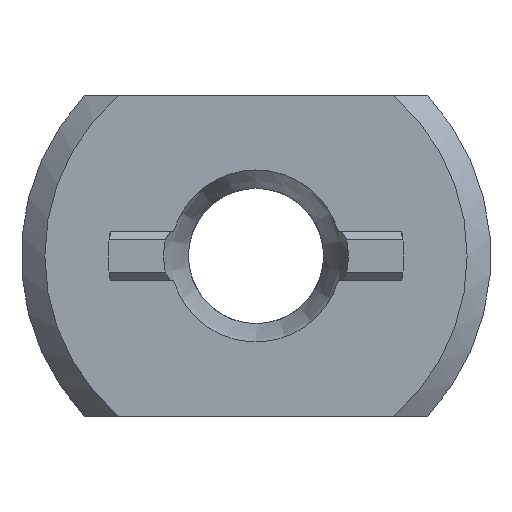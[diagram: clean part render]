
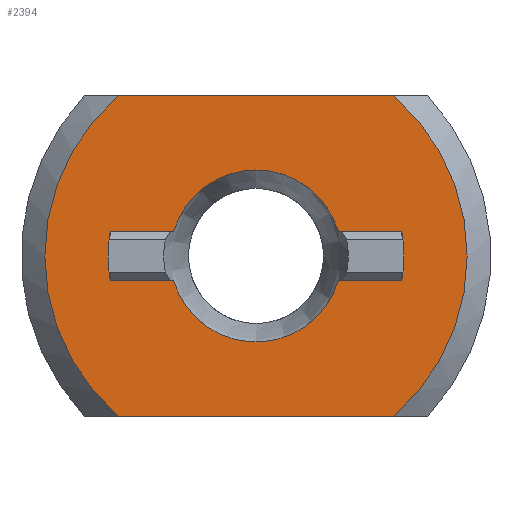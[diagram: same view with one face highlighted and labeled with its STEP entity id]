
A CAD part, left-side view. The second image highlights one B-rep face of the part: STEP entity #2394.
In plain terms, the highlighted planar face has unit normal (-1, 0, 0).
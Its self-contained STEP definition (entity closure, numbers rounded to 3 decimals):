
#84 = VERTEX_POINT ( 'NONE', #5437 ) ;
#87 = DIRECTION ( 'NONE',  ( -1., 0., 0. ) ) ;
#192 = EDGE_CURVE ( 'NONE', #1673, #10111, #8122, .T. ) ;
#289 = ORIENTED_EDGE ( 'NONE', *, *, #544, .F. ) ;
#405 = VERTEX_POINT ( 'NONE', #10338 ) ;
#409 = CARTESIAN_POINT ( 'NONE',  ( 1., -8.124, 9.5 ) ) ;
#411 = CARTESIAN_POINT ( 'NONE',  ( 1., 4.881, 1.45 ) ) ;
#457 = EDGE_CURVE ( 'NONE', #9460, #7370, #7379, .T. ) ;
#478 = AXIS2_PLACEMENT_3D ( 'NONE', #6098, #10817, #8883 ) ;
#498 = DIRECTION ( 'NONE',  ( 1., 0., 0. ) ) ;
#538 = CARTESIAN_POINT ( 'NONE',  ( 1., 0., 0. ) ) ;
#544 = EDGE_CURVE ( 'NONE', #1590, #12054, #3643, .T. ) ;
#552 = CARTESIAN_POINT ( 'NONE',  ( 1., 0., 1.45 ) ) ;
#747 = CIRCLE ( 'NONE', #5040, 12.5 ) ;
#816 = ORIENTED_EDGE ( 'NONE', *, *, #7935, .T. ) ;
#978 = AXIS2_PLACEMENT_3D ( 'NONE', #5140, #498, #2478 ) ;
#1234 = CIRCLE ( 'NONE', #6830, 8.75 ) ;
#1485 = LINE ( 'NONE', #7916, #12204 ) ;
#1496 = EDGE_LOOP ( 'NONE', ( #8449, #8173, #6352, #2351, #816, #7692, #7525, #289 ) ) ;
#1564 = CARTESIAN_POINT ( 'NONE',  ( 1., 0., -1.45 ) ) ;
#1590 = VERTEX_POINT ( 'NONE', #3287 ) ;
#1673 = VERTEX_POINT ( 'NONE', #11157 ) ;
#1856 = CARTESIAN_POINT ( 'NONE',  ( 1., 0., 0. ) ) ;
#1876 = CARTESIAN_POINT ( 'NONE',  ( 1., 0., -9.5 ) ) ;
#1884 = VECTOR ( 'NONE', #8464, 1000. ) ;
#1896 = DIRECTION ( 'NONE',  ( -1., 0., 0. ) ) ;
#2351 = ORIENTED_EDGE ( 'NONE', *, *, #192, .T. ) ;
#2394 = ADVANCED_FACE ( 'NONE', ( #11050, #2865 ), #9431, .T. ) ;
#2478 = DIRECTION ( 'NONE',  ( 0., 0., 1. ) ) ;
#2519 = CARTESIAN_POINT ( 'NONE',  ( 1., 0., -1.45 ) ) ;
#2759 = DIRECTION ( 'NONE',  ( 0., 0., 1. ) ) ;
#2865 = FACE_BOUND ( 'NONE', #1496, .T. ) ;
#3287 = CARTESIAN_POINT ( 'NONE',  ( 1., -4.881, -1.45 ) ) ;
#3451 = DIRECTION ( 'NONE',  ( 0., -1., 0. ) ) ;
#3643 = LINE ( 'NONE', #2519, #8846 ) ;
#3930 = VERTEX_POINT ( 'NONE', #8261 ) ;
#4174 = EDGE_CURVE ( 'NONE', #405, #9014, #11635, .T. ) ;
#4566 = EDGE_CURVE ( 'NONE', #12054, #3930, #12107, .T. ) ;
#4568 = AXIS2_PLACEMENT_3D ( 'NONE', #538, #9993, #8977 ) ;
#4616 = CARTESIAN_POINT ( 'NONE',  ( 1., 4.881, -1.45 ) ) ;
#4617 = DIRECTION ( 'NONE',  ( 0., -1., 0. ) ) ;
#4699 = CARTESIAN_POINT ( 'NONE',  ( 1., 0., 0. ) ) ;
#4745 = ORIENTED_EDGE ( 'NONE', *, *, #12332, .T. ) ;
#4965 = CARTESIAN_POINT ( 'NONE',  ( 1., -8.124, -9.5 ) ) ;
#5040 = AXIS2_PLACEMENT_3D ( 'NONE', #1856, #9573, #8487 ) ;
#5140 = CARTESIAN_POINT ( 'NONE',  ( 1., 0., 0. ) ) ;
#5437 = CARTESIAN_POINT ( 'NONE',  ( 1., -4.881, 1.45 ) ) ;
#5674 = CARTESIAN_POINT ( 'NONE',  ( 1., 8.124, -9.5 ) ) ;
#5710 = CARTESIAN_POINT ( 'NONE',  ( 1., 0., 0. ) ) ;
#6098 = CARTESIAN_POINT ( 'NONE',  ( 1., 0., 0. ) ) ;
#6131 = EDGE_CURVE ( 'NONE', #7370, #8755, #9563, .T. ) ;
#6184 = VECTOR ( 'NONE', #9080, 1000. ) ;
#6352 = ORIENTED_EDGE ( 'NONE', *, *, #8004, .F. ) ;
#6690 = CIRCLE ( 'NONE', #978, 5.092 ) ;
#6830 = AXIS2_PLACEMENT_3D ( 'NONE', #7052, #8026, #6898 ) ;
#6898 = DIRECTION ( 'NONE',  ( 0., 0., 1. ) ) ;
#7052 = CARTESIAN_POINT ( 'NONE',  ( 1., 0., 0. ) ) ;
#7205 = AXIS2_PLACEMENT_3D ( 'NONE', #5710, #87, #11397 ) ;
#7243 = ORIENTED_EDGE ( 'NONE', *, *, #6131, .T. ) ;
#7370 = VERTEX_POINT ( 'NONE', #4965 ) ;
#7379 = LINE ( 'NONE', #1876, #1884 ) ;
#7509 = EDGE_CURVE ( 'NONE', #84, #3930, #9472, .T. ) ;
#7525 = ORIENTED_EDGE ( 'NONE', *, *, #4566, .F. ) ;
#7692 = ORIENTED_EDGE ( 'NONE', *, *, #7509, .T. ) ;
#7739 = VECTOR ( 'NONE', #4617, 1000. ) ;
#7770 = CARTESIAN_POINT ( 'NONE',  ( 1., 8.124, 9.5 ) ) ;
#7916 = CARTESIAN_POINT ( 'NONE',  ( 1., 0., 9.5 ) ) ;
#7935 = EDGE_CURVE ( 'NONE', #10111, #84, #8784, .T. ) ;
#8000 = DIRECTION ( 'NONE',  ( 0., -1., 0. ) ) ;
#8004 = EDGE_CURVE ( 'NONE', #1673, #405, #1234, .T. ) ;
#8026 = DIRECTION ( 'NONE',  ( -1., 0., 0. ) ) ;
#8060 = DIRECTION ( 'NONE',  ( 0., 1., 0. ) ) ;
#8122 = LINE ( 'NONE', #552, #6184 ) ;
#8173 = ORIENTED_EDGE ( 'NONE', *, *, #4174, .F. ) ;
#8261 = CARTESIAN_POINT ( 'NONE',  ( 1., -8.629, 1.45 ) ) ;
#8449 = ORIENTED_EDGE ( 'NONE', *, *, #9617, .T. ) ;
#8464 = DIRECTION ( 'NONE',  ( 0., -1., 0. ) ) ;
#8487 = DIRECTION ( 'NONE',  ( 0., 0., 1. ) ) ;
#8755 = VERTEX_POINT ( 'NONE', #409 ) ;
#8784 = CIRCLE ( 'NONE', #478, 5.092 ) ;
#8846 = VECTOR ( 'NONE', #3451, 1000. ) ;
#8883 = DIRECTION ( 'NONE',  ( 0., 0., 1. ) ) ;
#8977 = DIRECTION ( 'NONE',  ( 0., 0., 1. ) ) ;
#9014 = VERTEX_POINT ( 'NONE', #4616 ) ;
#9080 = DIRECTION ( 'NONE',  ( 0., -1., 0. ) ) ;
#9431 = PLANE ( 'NONE',  #9892 ) ;
#9460 = VERTEX_POINT ( 'NONE', #5674 ) ;
#9472 = LINE ( 'NONE', #10999, #10232 ) ;
#9563 = CIRCLE ( 'NONE', #7205, 12.5 ) ;
#9573 = DIRECTION ( 'NONE',  ( -1., 0., 0. ) ) ;
#9617 = EDGE_CURVE ( 'NONE', #1590, #9014, #6690, .T. ) ;
#9892 = AXIS2_PLACEMENT_3D ( 'NONE', #4699, #1896, #2759 ) ;
#9993 = DIRECTION ( 'NONE',  ( -1., 0., 0. ) ) ;
#10015 = VERTEX_POINT ( 'NONE', #7770 ) ;
#10111 = VERTEX_POINT ( 'NONE', #411 ) ;
#10232 = VECTOR ( 'NONE', #8000, 1000. ) ;
#10338 = CARTESIAN_POINT ( 'NONE',  ( 1., 8.629, -1.45 ) ) ;
#10573 = EDGE_CURVE ( 'NONE', #8755, #10015, #1485, .T. ) ;
#10708 = ORIENTED_EDGE ( 'NONE', *, *, #10573, .T. ) ;
#10817 = DIRECTION ( 'NONE',  ( 1., 0., 0. ) ) ;
#10999 = CARTESIAN_POINT ( 'NONE',  ( 1., 0., 1.45 ) ) ;
#11050 = FACE_OUTER_BOUND ( 'NONE', #12311, .T. ) ;
#11157 = CARTESIAN_POINT ( 'NONE',  ( 1., 8.629, 1.45 ) ) ;
#11397 = DIRECTION ( 'NONE',  ( 0., 0., 1. ) ) ;
#11635 = LINE ( 'NONE', #1564, #7739 ) ;
#12016 = CARTESIAN_POINT ( 'NONE',  ( 1., -8.629, -1.45 ) ) ;
#12054 = VERTEX_POINT ( 'NONE', #12016 ) ;
#12107 = CIRCLE ( 'NONE', #4568, 8.75 ) ;
#12172 = ORIENTED_EDGE ( 'NONE', *, *, #457, .T. ) ;
#12204 = VECTOR ( 'NONE', #8060, 1000. ) ;
#12311 = EDGE_LOOP ( 'NONE', ( #7243, #10708, #4745, #12172 ) ) ;
#12332 = EDGE_CURVE ( 'NONE', #10015, #9460, #747, .T. ) ;
